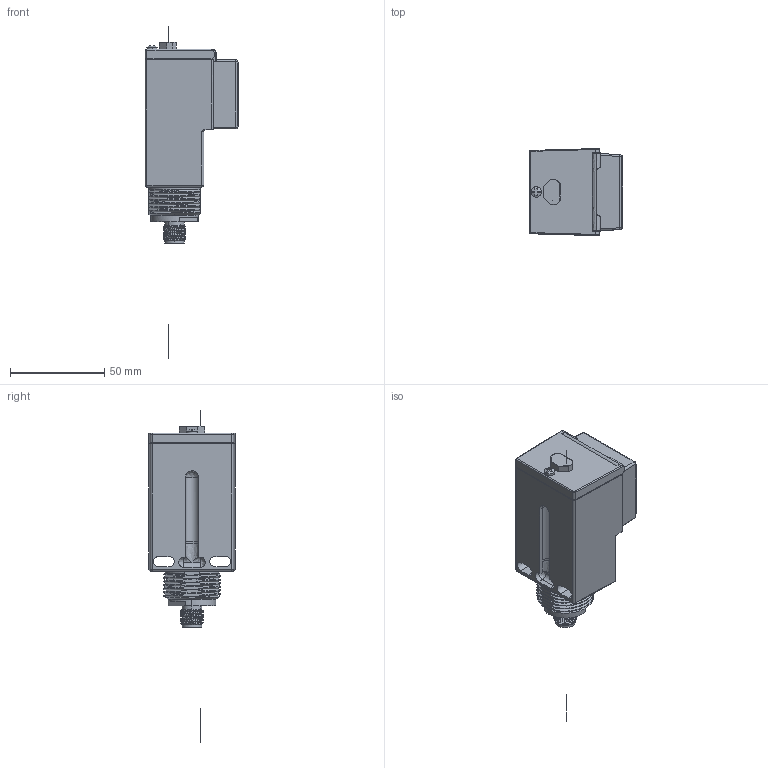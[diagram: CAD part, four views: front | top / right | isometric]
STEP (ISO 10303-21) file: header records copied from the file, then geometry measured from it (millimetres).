
FILE_DESCRIPTION( ('This file contains a STEP AP42 implementation' ,'as created by ZW3D STEP Interface translator.') ,'2;1' );
FILE_NAME( 'RP74-TXXXXX-CYXQ4LM.stp' ,'21 125.133442', (''), ('ZWCAD Software Co.'), 'Version 1.0', 'ZW3D to STEP translator', '' );
FILE_SCHEMA(('AUTOMOTIVE_DESIGN'));
Length unit declared in the file: millimetre
Products named in the file (2): 0; RP74-TXXXXX-CYXQ4LM
Bounding box: 49.6 x 46.04 x 175.8 mm (x, y, z)
Volume: 138128.3 mm3; surface area: 23398.2 mm2
Topology: 7 solids, 8 shells, 336 faces, 842 edges, 534 vertices
Faces by surface type: bspline 336
Entity records: 15918 total; most frequent: CARTESIAN_POINT 10664, ORIENTED_EDGE 1670, EDGE_CURVE 835, B_SPLINE_CURVE_WITH_KNOTS 608, VERTEX_POINT 534, EDGE_LOOP 369, FACE_OUTER_BOUND 336, ADVANCED_FACE 336
